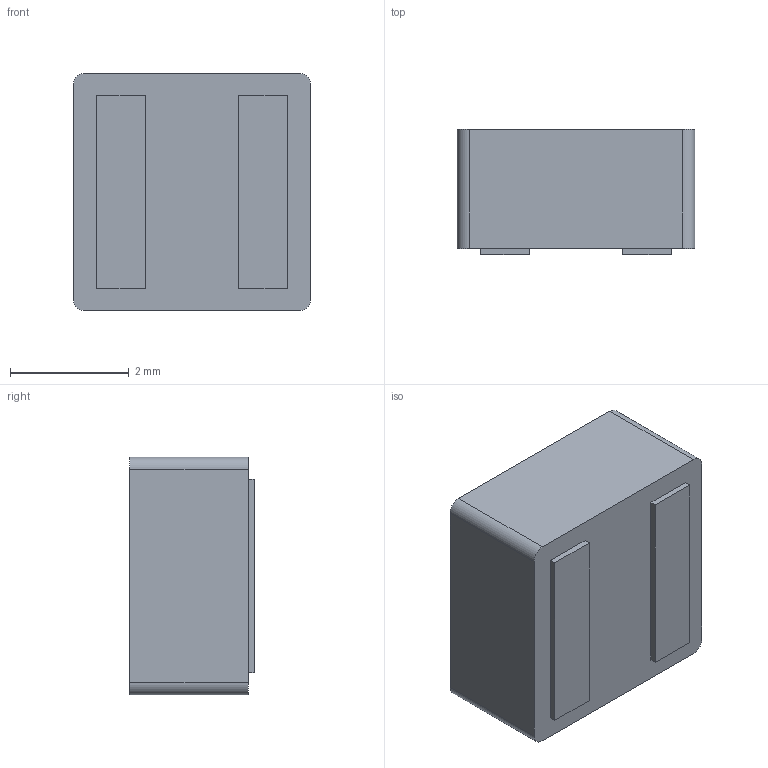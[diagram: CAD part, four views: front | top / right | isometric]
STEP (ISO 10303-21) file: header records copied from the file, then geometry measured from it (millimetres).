
FILE_DESCRIPTION (( 'STEP AP214' ), '1' );
FILE_NAME ('XGL4020.STEP', '2023-03-13T19:31:45', ( '' ), ( '' ), 'SwSTEP 2.0', 'SolidWorks 2023', '' );
FILE_SCHEMA (( 'AUTOMOTIVE_DESIGN' ));
Length unit declared in the file: millimetre
Products named in the file (1): XGL4020
Bounding box: 4 x 2.1 x 4 mm (x, y, z)
Volume: 32.5 mm3; surface area: 65.2 mm2
Topology: 1 solids, 1 shells, 104 faces, 270 edges, 180 vertices
Faces by surface type: plane 67, bspline 33, cylinder 4
Entity records: 5579 total; most frequent: CARTESIAN_POINT 3220, ORIENTED_EDGE 540, DIRECTION 356, EDGE_CURVE 270, LINE 196, VECTOR 196, VERTEX_POINT 180, EDGE_LOOP 116
